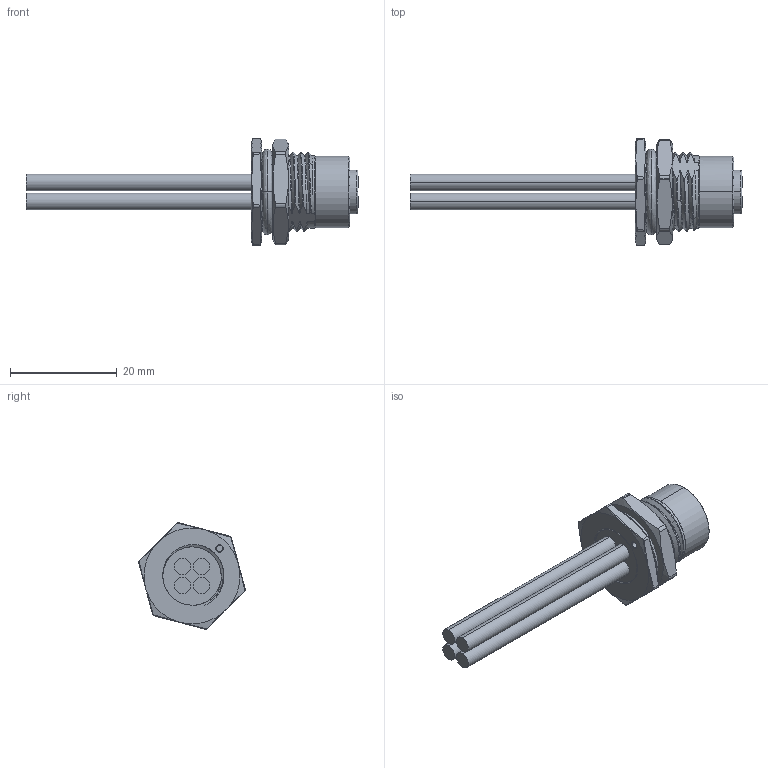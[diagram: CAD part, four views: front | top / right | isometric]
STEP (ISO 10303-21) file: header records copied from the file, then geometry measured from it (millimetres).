
FILE_DESCRIPTION (( 'STEP AP214' ), '1' );
FILE_NAME ('REC-M124SF-PG9F-L_3D.step', '2024-11-11T16:32:17', ( '' ), ( '' ), 'SwSTEP 2.0', 'SolidWorks 2022', '' );
FILE_SCHEMA (( 'AUTOMOTIVE_DESIGN' ));
Length unit declared in the file: inch
Products named in the file (1): REC-M124SF-PG9F-L_3D
Bounding box: 62.2 x 19.96 x 19.96 mm (x, y, z)
Volume: 4047 mm3; surface area: 5856.2 mm2
Topology: 1 solids, 9 shells, 514 faces, 1374 edges, 890 vertices
Faces by surface type: cylinder 178, bspline 157, plane 142, cone 37
Entity records: 44953 total; most frequent: CARTESIAN_POINT 27852, ORIENTED_EDGE 2748, DIRECTION 1855, EDGE_CURVE 1374, VERTEX_POINT 890, AXIS2_PLACEMENT_3D 664, EDGE_LOOP 540, LINE 527
